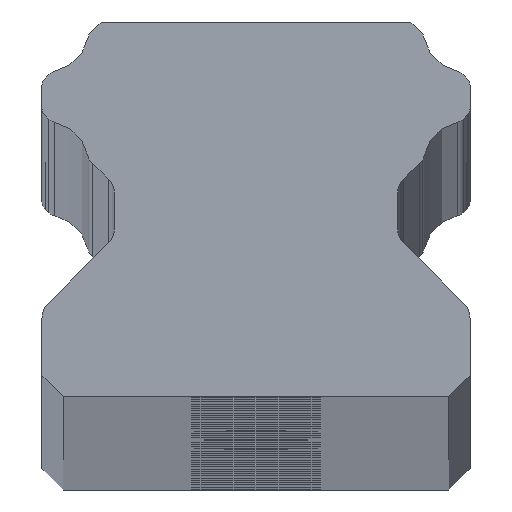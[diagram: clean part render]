
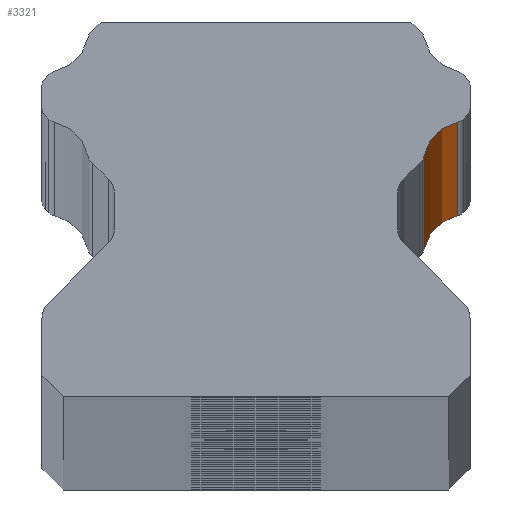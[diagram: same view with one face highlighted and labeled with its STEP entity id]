
A CAD part, top view. The second image highlights one B-rep face of the part: STEP entity #3321.
In plain terms, the highlighted cylindrical face has radius 2 mm (diameter 4 mm), a partial arc.
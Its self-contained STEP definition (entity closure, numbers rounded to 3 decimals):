
#96 = CARTESIAN_POINT ( 'NONE',  ( 7.847, -2.767, -1250. ) ) ;
#217 = ORIENTED_EDGE ( 'NONE', *, *, #6867, .F. ) ;
#591 = VERTEX_POINT ( 'NONE', #5741 ) ;
#773 = CIRCLE ( 'NONE', #2688, 2. ) ;
#1073 = VECTOR ( 'NONE', #3715, 1000. ) ;
#1182 = ORIENTED_EDGE ( 'NONE', *, *, #7105, .T. ) ;
#1364 = VERTEX_POINT ( 'NONE', #4094 ) ;
#1682 = DIRECTION ( 'NONE',  ( 0., 0., -1. ) ) ;
#1983 = EDGE_CURVE ( 'NONE', #591, #3237, #5908, .T. ) ;
#2101 = DIRECTION ( 'NONE',  ( -1., 0., 0. ) ) ;
#2308 = CARTESIAN_POINT ( 'NONE',  ( 7.847, -2.767, 1250. ) ) ;
#2410 = AXIS2_PLACEMENT_3D ( 'NONE', #7574, #6966, #2101 ) ;
#2688 = AXIS2_PLACEMENT_3D ( 'NONE', #5372, #1682, #6601 ) ;
#2874 = DIRECTION ( 'NONE',  ( 0., 0., -1. ) ) ;
#3121 = ORIENTED_EDGE ( 'NONE', *, *, #1983, .T. ) ;
#3237 = VERTEX_POINT ( 'NONE', #96 ) ;
#3321 = ADVANCED_FACE ( 'NONE', ( #5700 ), #3975, .F. ) ;
#3483 = LINE ( 'NONE', #6144, #1073 ) ;
#3573 = CARTESIAN_POINT ( 'NONE',  ( 9.432, -1.182, 1250. ) ) ;
#3715 = DIRECTION ( 'NONE',  ( 0., 0., -1. ) ) ;
#3975 = CYLINDRICAL_SURFACE ( 'NONE', #2410, 2. ) ;
#4094 = CARTESIAN_POINT ( 'NONE',  ( 9.432, -1.182, -1250. ) ) ;
#4637 = EDGE_LOOP ( 'NONE', ( #1182, #217, #7328, #3121 ) ) ;
#4736 = DIRECTION ( 'NONE',  ( -1., 0., 0. ) ) ;
#5129 = AXIS2_PLACEMENT_3D ( 'NONE', #7816, #2874, #4736 ) ;
#5231 = CIRCLE ( 'NONE', #5129, 2. ) ;
#5372 = CARTESIAN_POINT ( 'NONE',  ( 9.811, -3.146, -1250. ) ) ;
#5671 = VERTEX_POINT ( 'NONE', #3573 ) ;
#5700 = FACE_OUTER_BOUND ( 'NONE', #4637, .T. ) ;
#5741 = CARTESIAN_POINT ( 'NONE',  ( 7.847, -2.767, 1250. ) ) ;
#5908 = LINE ( 'NONE', #2308, #6097 ) ;
#6097 = VECTOR ( 'NONE', #7283, 1000. ) ;
#6144 = CARTESIAN_POINT ( 'NONE',  ( 9.432, -1.182, 1250. ) ) ;
#6601 = DIRECTION ( 'NONE',  ( -1., 0., 0. ) ) ;
#6867 = EDGE_CURVE ( 'NONE', #5671, #1364, #3483, .T. ) ;
#6966 = DIRECTION ( 'NONE',  ( 0., 0., -1. ) ) ;
#6996 = EDGE_CURVE ( 'NONE', #591, #5671, #5231, .T. ) ;
#7105 = EDGE_CURVE ( 'NONE', #3237, #1364, #773, .T. ) ;
#7283 = DIRECTION ( 'NONE',  ( 0., 0., -1. ) ) ;
#7328 = ORIENTED_EDGE ( 'NONE', *, *, #6996, .F. ) ;
#7574 = CARTESIAN_POINT ( 'NONE',  ( 9.811, -3.146, 1250. ) ) ;
#7816 = CARTESIAN_POINT ( 'NONE',  ( 9.811, -3.146, 1250. ) ) ;
